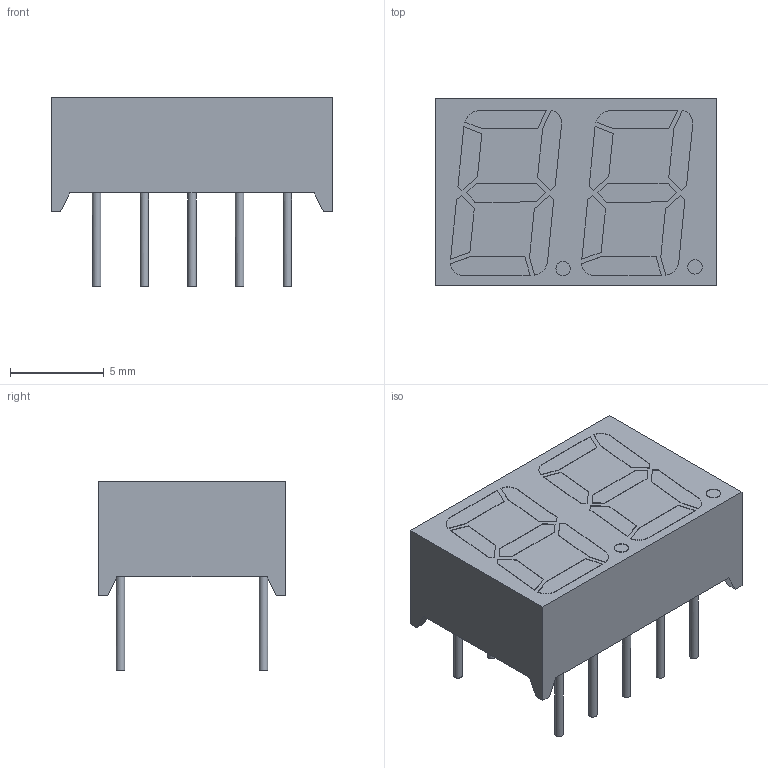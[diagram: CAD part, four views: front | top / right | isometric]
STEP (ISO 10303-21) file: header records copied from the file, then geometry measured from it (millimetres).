
FILE_DESCRIPTION(('FreeCAD Model'),'2;1');
FILE_NAME('Open CASCADE Shape Model','2025-07-05T11:43:10',( 'kicad StepUp'),('ksu MCAD'),'Open CASCADE STEP processor 7.9', 'FreeCAD','Unknown');
FILE_SCHEMA(('AUTOMOTIVE_DESIGN { 1 0 10303 214 1 1 1 1 }'));
Length unit declared in the file: millimetre
Products named in the file (1): XL-DB2281SRBC
Bounding box: 15.02 x 10 x 10.1 mm (x, y, z)
Volume: 775.3 mm3; surface area: 638.6 mm2
Topology: 1 solids, 1 shells, 143 faces, 364 edges, 239 vertices
Faces by surface type: extrusion 76, plane 55, cylinder 12
Full cylindrical faces by diameter (mm): 0.45 x10, 0.765 x2
Entity records: 5541 total; most frequent: CARTESIAN_POINT 1023, ORIENTED_EDGE 728, DIRECTION 472, EDGE_CURVE 364, VECTOR 240, VERTEX_POINT 239, B_SPLINE_CURVE_WITH_KNOTS 228, LINE 164
